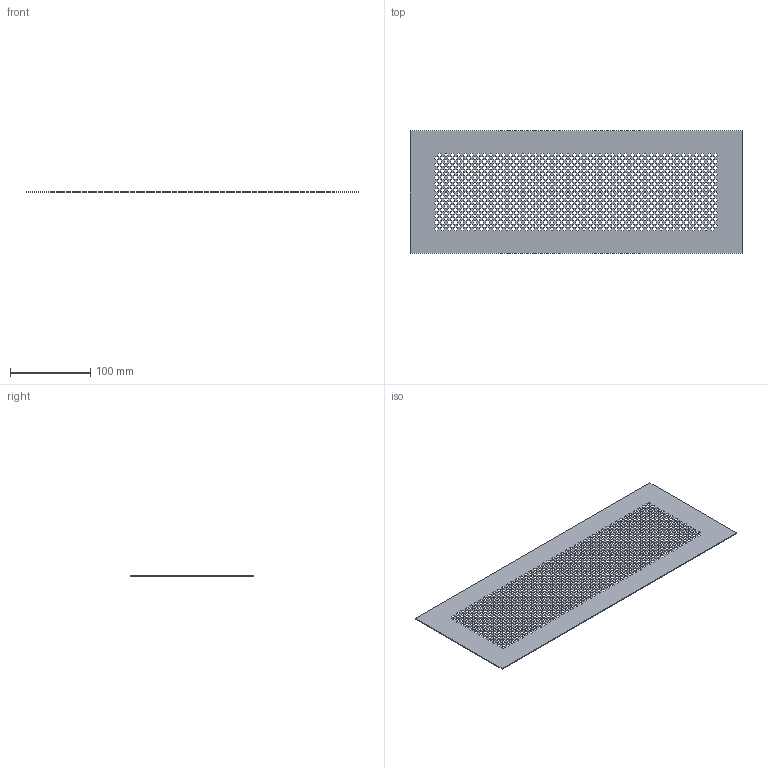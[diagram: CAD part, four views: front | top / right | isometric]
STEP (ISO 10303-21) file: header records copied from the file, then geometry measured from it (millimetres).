
FILE_DESCRIPTION(/* description */ (''),/* implementation_level */ '2;1');
FILE_NAME(/* name */ '1011145_3D.stp',/* time_stamp */ '2022-09-16T06:51:07+02:00',/* author */ ('kotzmaier'),/* organization */ ('Fa. Bopla'),/* preprocessor_version */ 'ST-DEVELOPER v18.1',/* originating_system */ 'Autodesk Inventor 2022',/* authorisation */ '');
FILE_SCHEMA (('AUTOMOTIVE_DESIGN { 1 0 10303 214 3 1 1 }'));
Products named in the file (1): 1011145_3D
Bounding box: 413.88 x 153 x 1 mm (x, y, z)
Volume: 48691.3 mm3; surface area: 113148.7 mm2
Topology: 1 solids, 1 shells, 6342 faces, 19020 edges, 12680 vertices
Faces by surface type: plane 6342
Entity records: 213511 total; most frequent: CARTESIAN_POINT 38043, ORIENTED_EDGE 38040, DIRECTION 31706, LINE 19020, VECTOR 19020, EDGE_CURVE 19020, VERTEX_POINT 12680, EDGE_LOOP 8454
